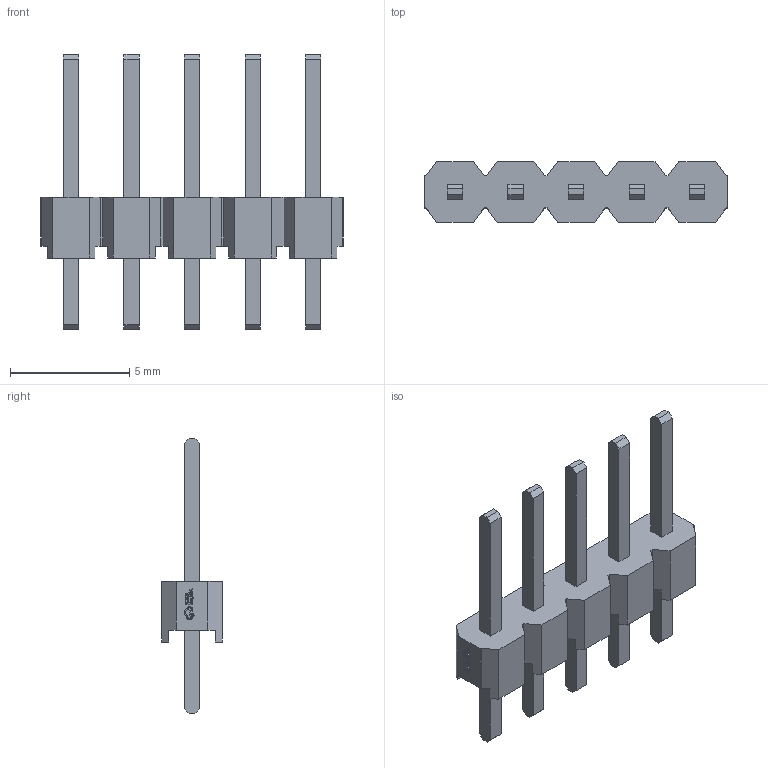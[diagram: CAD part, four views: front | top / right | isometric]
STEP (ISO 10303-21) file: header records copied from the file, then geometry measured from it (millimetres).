
FILE_DESCRIPTION(/* description */ ('Designed by EasyEDA Pro','CAx-IF Rec.Pracs.---Representation and Presentation of Product Manufacturing Information (PMI)---4.0---2014-10-13'),/* implementation_level */ '2;1');
FILE_NAME(/* name */ 'PZ_2.54_1X5P_LH.step',/* time_stamp */ '2025-02-21T17:27:04+08:00',/* author */ (''),/* organization */ (''),/* preprocessor_version */ 'ST-DEVELOPER v20',/* originating_system */ 'Autodesk Translation Framework v13.20.0.188',/* authorisation */ '');
FILE_SCHEMA (('AP242_MANAGED_MODEL_BASED_3D_ENGINEERING_MIM_LF { 1 0 10303 442 1 1 4 }'));
Length unit declared in the file: millimetre
Products named in the file (3): 1MtG-PCBModel; 1MtG-Board; 1MtG-H1-HDR-TH_5P-P2.54-V-M
Assembly tree (2 placements, depth 2):
  1MtG-PCBModel
    1MtG-Board
    1MtG-H1-HDR-TH_5P-P2.54-V-M
Bounding box: 12.71 x 2.54 x 11.54 mm (x, y, z)
Volume: 80.9 mm3; surface area: 269.2 mm2
Topology: 1 solids, 1 shells, 416 faces, 1134 edges, 756 vertices
Faces by surface type: plane 302, bspline 114
Entity records: 14811 total; most frequent: CARTESIAN_POINT 4391, ORIENTED_EDGE 2268, DIRECTION 1700, EDGE_CURVE 1134, LINE 906, VECTOR 906, VERTEX_POINT 756, EDGE_LOOP 452
